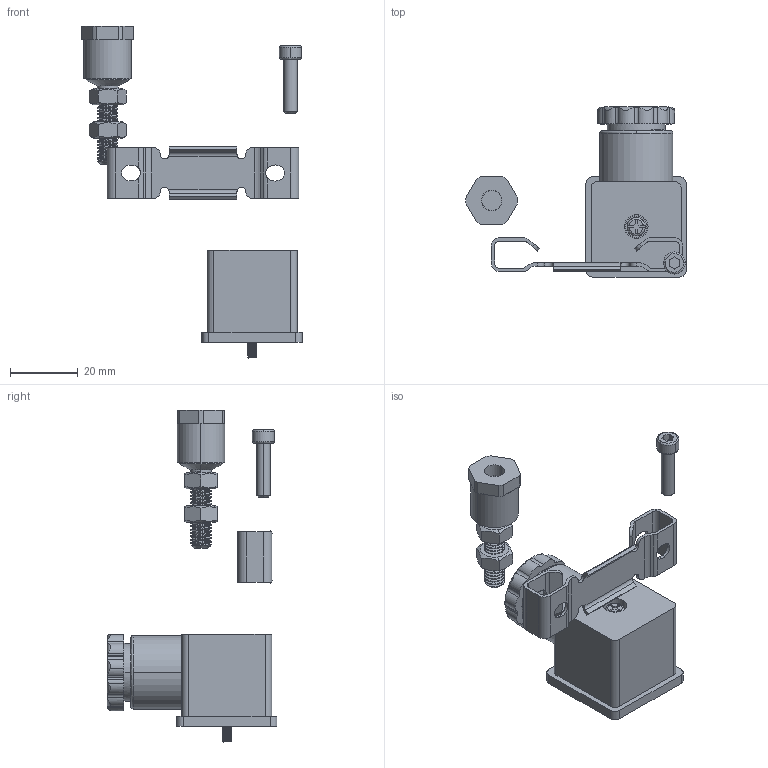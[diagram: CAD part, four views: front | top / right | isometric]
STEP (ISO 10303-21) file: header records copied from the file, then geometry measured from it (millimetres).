
FILE_DESCRIPTION (( 'STEP AP214' ), '1' );
FILE_NAME ('LSR33-ACC-KIT.STEP', '2025-03-11T17:36:49', ( '' ), ( '' ), 'SwSTEP 2.0', 'SolidWorks 2024', '' );
FILE_SCHEMA (( 'AUTOMOTIVE_DESIGN' ));
Length unit declared in the file: millimetre
Products named in the file (1): LSR33-ACC-KIT
Bounding box: 65.09 x 50.1 x 97.88 mm (x, y, z)
Volume: 21672.7 mm3; surface area: 22250.6 mm2
Topology: 10 solids, 10 shells, 555 faces, 1532 edges, 1007 vertices
Faces by surface type: cylinder 297, plane 213, bspline 23, cone 18, torus 4
Entity records: 33072 total; most frequent: CARTESIAN_POINT 19654, ORIENTED_EDGE 3064, DIRECTION 2516, EDGE_CURVE 1532, VERTEX_POINT 1007, AXIS2_PLACEMENT_3D 874, VECTOR 768, LINE 768
